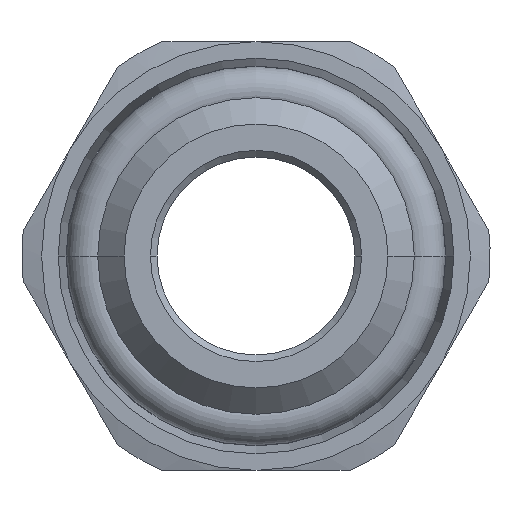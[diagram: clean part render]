
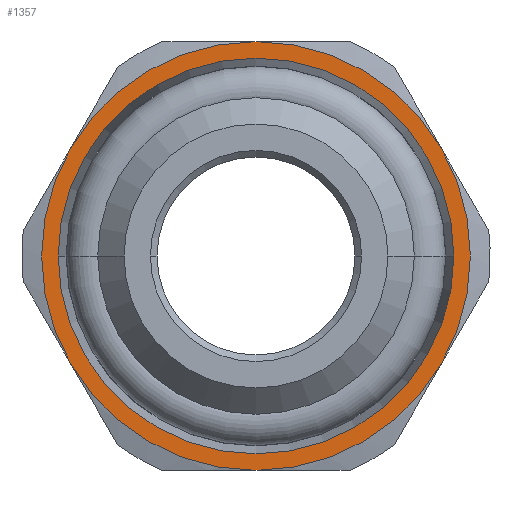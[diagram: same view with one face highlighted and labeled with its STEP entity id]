
A CAD part, front view. The second image highlights one B-rep face of the part: STEP entity #1357.
In plain terms, the highlighted planar face has unit normal (0, -1, 0).
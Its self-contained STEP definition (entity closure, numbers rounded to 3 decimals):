
#308=CARTESIAN_POINT('',(0.,5.,6.5));
#344=CARTESIAN_POINT('',(0.,5.,0.));
#345=DIRECTION('',(0.,-1.,0.));
#346=DIRECTION('',(-1.,0.,0.));
#347=AXIS2_PLACEMENT_3D('',#344,#345,#346);
#349=CARTESIAN_POINT('',(0.,5.,0.));
#350=DIRECTION('',(0.,-1.,0.));
#351=DIRECTION('',(1.,0.,0.));
#352=AXIS2_PLACEMENT_3D('',#349,#350,#351);
#354=CARTESIAN_POINT('',(0.,5.,0.));
#355=DIRECTION('',(0.,-1.,0.));
#356=DIRECTION('',(0.,0.,1.));
#357=AXIS2_PLACEMENT_3D('',#354,#355,#356);
#359=CARTESIAN_POINT('',(0.,5.,0.));
#360=DIRECTION('',(0.,-1.,0.));
#361=DIRECTION('',(0.866,0.,0.5));
#362=AXIS2_PLACEMENT_3D('',#359,#360,#361);
#364=CARTESIAN_POINT('',(0.,5.,0.));
#365=DIRECTION('',(0.,-1.,0.));
#366=DIRECTION('',(0.866,0.,-0.5));
#367=AXIS2_PLACEMENT_3D('',#364,#365,#366);
#369=CARTESIAN_POINT('',(0.,5.,0.));
#370=DIRECTION('',(0.,-1.,0.));
#371=DIRECTION('',(0.,0.,-1.));
#372=AXIS2_PLACEMENT_3D('',#369,#370,#371);
#374=CARTESIAN_POINT('',(0.,5.,0.));
#375=DIRECTION('',(0.,-1.,0.));
#376=DIRECTION('',(-0.866,0.,-0.5));
#377=AXIS2_PLACEMENT_3D('',#374,#375,#376);
#379=CARTESIAN_POINT('',(0.,5.,0.));
#380=DIRECTION('',(0.,-1.,0.));
#381=DIRECTION('',(-0.866,0.,0.5));
#382=AXIS2_PLACEMENT_3D('',#379,#380,#381);
#466=CARTESIAN_POINT('',(5.629,5.,3.25));
#499=CARTESIAN_POINT('',(0.,5.,
-6.5));
#564=CARTESIAN_POINT('',(-5.629,5.,-3.25));
#596=CARTESIAN_POINT('',(-5.629,5.,3.25));
#628=CARTESIAN_POINT('',(5.629,5.,-3.25));
#716=CARTESIAN_POINT('',(-6.,5.,0.));
#717=VERTEX_POINT('',#716);
#718=CARTESIAN_POINT('',(6.,5.,0.));
#719=VERTEX_POINT('',#718);
#736=VERTEX_POINT('',#308);
#743=VERTEX_POINT('',#596);
#749=VERTEX_POINT('',#564);
#755=VERTEX_POINT('',#499);
#765=VERTEX_POINT('',#628);
#770=VERTEX_POINT('',#466);
#1335=CARTESIAN_POINT('',(0.,5.,0.));
#1336=DIRECTION('',(0.,-1.,0.));
#1337=DIRECTION('',(0.,0.,1.));
#1338=AXIS2_PLACEMENT_3D('',#1335,#1336,#1337);
#1339=PLANE('',#1338);
#1340=ORIENTED_EDGE('',*,*,#1294,.F.);
#1342=ORIENTED_EDGE('',*,*,#1341,.F.);
#1344=ORIENTED_EDGE('',*,*,#1343,.F.);
#1346=ORIENTED_EDGE('',*,*,#1345,.F.);
#1347=ORIENTED_EDGE('',*,*,#1326,.F.);
#1348=ORIENTED_EDGE('',*,*,#1310,.F.);
#1349=EDGE_LOOP('',(#1340,#1342,#1344,#1346,#1347,#1348));
#1350=FACE_OUTER_BOUND('',#1349,.F.);
#1352=ORIENTED_EDGE('',*,*,#1351,.T.);
#1354=ORIENTED_EDGE('',*,*,#1353,.T.);
#1355=EDGE_LOOP('',(#1352,#1354));
#1356=FACE_BOUND('',#1355,.F.);
#1357=ADVANCED_FACE('',(#1350,#1356),#1339,.T.);
#348=CIRCLE('',#347,6.);
#353=CIRCLE('',#352,6.);
#358=CIRCLE('',#357,6.5);
#363=CIRCLE('',#362,6.5);
#368=CIRCLE('',#367,6.5);
#373=CIRCLE('',#372,6.5);
#378=CIRCLE('',#377,6.5);
#383=CIRCLE('',#382,6.5);
#1294=EDGE_CURVE('',#736,#743,#358,.T.);
#1310=EDGE_CURVE('',#743,#749,#383,.T.);
#1326=EDGE_CURVE('',#749,#755,#378,.T.);
#1341=EDGE_CURVE('',#770,#736,#363,.T.);
#1343=EDGE_CURVE('',#765,#770,#368,.T.);
#1345=EDGE_CURVE('',#755,#765,#373,.T.);
#1351=EDGE_CURVE('',#717,#719,#348,.T.);
#1353=EDGE_CURVE('',#719,#717,#353,.T.);
